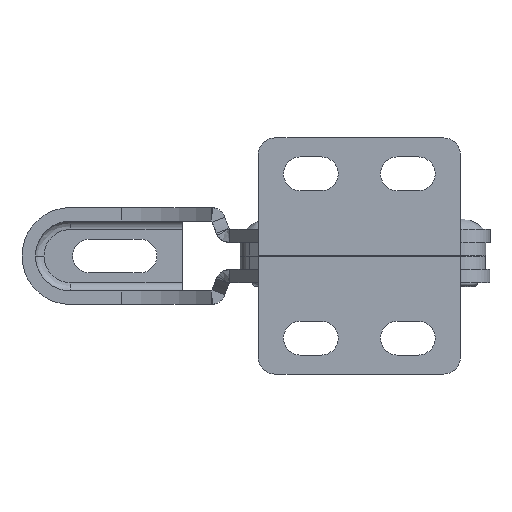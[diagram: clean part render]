
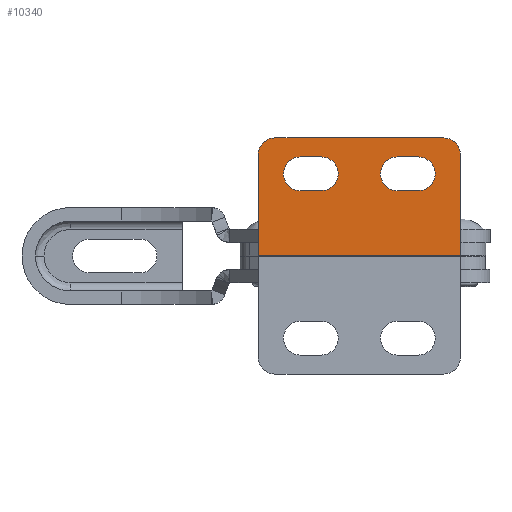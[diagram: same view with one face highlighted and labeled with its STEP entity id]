
A CAD part, front view. The second image highlights one B-rep face of the part: STEP entity #10340.
In plain terms, the highlighted planar face has unit normal (0, -1, 0).
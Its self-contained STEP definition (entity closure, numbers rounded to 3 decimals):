
#29 = VECTOR ( 'NONE', #7097, 1000. ) ;
#36 = AXIS2_PLACEMENT_3D ( 'NONE', #7117, #7118, #7119 ) ;
#47 = VECTOR ( 'NONE', #7132, 1000. ) ;
#51 = VECTOR ( 'NONE', #7137, 1000. ) ;
#77 = AXIS2_PLACEMENT_3D ( 'NONE', #7190, #7194, #7195 ) ;
#78 = VECTOR ( 'NONE', #7193, 1000. ) ;
#81 = VECTOR ( 'NONE', #7199, 1000. ) ;
#86 = VECTOR ( 'NONE', #7207, 1000. ) ;
#101 = AXIS2_PLACEMENT_3D ( 'NONE', #7234, #7235, #7236 ) ;
#102 = AXIS2_PLACEMENT_3D ( 'NONE', #7231, #7232, #7233 ) ;
#125 = VECTOR ( 'NONE', #7261, 1000. ) ;
#218 = ORIENTED_EDGE ( 'NONE', *, *, #1135, .F. ) ;
#219 = ORIENTED_EDGE ( 'NONE', *, *, #1076, .F. ) ;
#220 = ORIENTED_EDGE ( 'NONE', *, *, #1134, .F. ) ;
#221 = ORIENTED_EDGE ( 'NONE', *, *, #1104, .F. ) ;
#222 = ORIENTED_EDGE ( 'NONE', *, *, #1073, .F. ) ;
#223 = ORIENTED_EDGE ( 'NONE', *, *, #1117, .T. ) ;
#227 = ORIENTED_EDGE ( 'NONE', *, *, #1111, .F. ) ;
#228 = ORIENTED_EDGE ( 'NONE', *, *, #1115, .F. ) ;
#229 = ORIENTED_EDGE ( 'NONE', *, *, #1136, .T. ) ;
#230 = ORIENTED_EDGE ( 'NONE', *, *, #1139, .T. ) ;
#231 = ORIENTED_EDGE ( 'NONE', *, *, #1148, .F. ) ;
#232 = ORIENTED_EDGE ( 'NONE', *, *, #1147, .F. ) ;
#233 = ORIENTED_EDGE ( 'NONE', *, *, #1156, .F. ) ;
#235 = ORIENTED_EDGE ( 'NONE', *, *, #1079, .F. ) ;
#870 = VECTOR ( 'NONE', #6938, 1000. ) ;
#893 = AXIS2_PLACEMENT_3D ( 'NONE', #6944, #6945, #6946 ) ;
#908 = AXIS2_PLACEMENT_3D ( 'NONE', #6954, #6955, #6956 ) ;
#1073 = EDGE_CURVE ( 'NONE', #8325, #8343, #6936, .T. ) ;
#1076 = EDGE_CURVE ( 'NONE', #8326, #8325, #2922, .T. ) ;
#1079 = EDGE_CURVE ( 'NONE', #8190, #8185, #2924, .T. ) ;
#1104 = EDGE_CURVE ( 'NONE', #8184, #8399, #7095, .T. ) ;
#1111 = EDGE_CURVE ( 'NONE', #8183, #8184, #2923, .T. ) ;
#1115 = EDGE_CURVE ( 'NONE', #8310, #8190, #7130, .T. ) ;
#1117 = EDGE_CURVE ( 'NONE', #8335, #8185, #7135, .T. ) ;
#1134 = EDGE_CURVE ( 'NONE', #8196, #8183, #7191, .T. ) ;
#1135 = EDGE_CURVE ( 'NONE', #8343, #8501, #2931, .T. ) ;
#1136 = EDGE_CURVE ( 'NONE', #8396, #8335, #7197, .T. ) ;
#1139 = EDGE_CURVE ( 'NONE', #8495, #8396, #7205, .T. ) ;
#1147 = EDGE_CURVE ( 'NONE', #8399, #8196, #2935, .T. ) ;
#1148 = EDGE_CURVE ( 'NONE', #8495, #8310, #2934, .T. ) ;
#1156 = EDGE_CURVE ( 'NONE', #8501, #8326, #7259, .T. ) ;
#2922 = CIRCLE ( 'NONE', #893, 2. ) ;
#2923 = CIRCLE ( 'NONE', #36, 2. ) ;
#2924 = CIRCLE ( 'NONE', #908, 2. ) ;
#2931 = CIRCLE ( 'NONE', #77, 2. ) ;
#2934 = CIRCLE ( 'NONE', #101, 2. ) ;
#2935 = CIRCLE ( 'NONE', #102, 2. ) ;
#4875 = FACE_BOUND ( 'NONE', #5351, .T. ) ;
#4879 = AXIS2_PLACEMENT_3D ( 'NONE', #7789, #7790, #7791 ) ;
#4885 = FACE_BOUND ( 'NONE', #5350, .T. ) ;
#4886 = FACE_OUTER_BOUND ( 'NONE', #5349, .T. ) ;
#5349 = EDGE_LOOP ( 'NONE', ( #230, #229, #223, #235, #228, #231 ) ) ;
#5350 = EDGE_LOOP ( 'NONE', ( #227, #220, #232, #221 ) ) ;
#5351 = EDGE_LOOP ( 'NONE', ( #218, #222, #219, #233 ) ) ;
#5708 = CARTESIAN_POINT ( 'NONE',  ( 135.813, 85.586, 14. ) ) ;
#5723 = CARTESIAN_POINT ( 'NONE',  ( 150.313, 85.586, 7.75 ) ) ;
#5724 = CARTESIAN_POINT ( 'NONE',  ( 150.313, 85.586, 11.75 ) ) ;
#5733 = CARTESIAN_POINT ( 'NONE',  ( 157.813, 85.586, 0. ) ) ;
#5741 = CARTESIAN_POINT ( 'NONE',  ( 152.813, 85.586, 7.75 ) ) ;
#5794 = CARTESIAN_POINT ( 'NONE',  ( 133.813, 85.586, 0. ) ) ;
#5797 = CARTESIAN_POINT ( 'NONE',  ( 141.313, 85.586, 7.75 ) ) ;
#5893 = CARTESIAN_POINT ( 'NONE',  ( 133.813, 85.586, 12. ) ) ;
#5899 = CARTESIAN_POINT ( 'NONE',  ( 152.813, 85.586, 11.75 ) ) ;
#6936 = LINE ( 'NONE', #6937, #870 ) ;
#6937 = CARTESIAN_POINT ( 'NONE',  ( 145.813, 85.586, 7.75 ) ) ;
#6938 = DIRECTION ( 'NONE',  ( 1., 0., 0. ) ) ;
#6944 = CARTESIAN_POINT ( 'NONE',  ( 150.313, 85.586, 9.75 ) ) ;
#6945 = DIRECTION ( 'NONE',  ( 0., -1., 0. ) ) ;
#6946 = DIRECTION ( 'NONE',  ( 0., 0., -1. ) ) ;
#6954 = CARTESIAN_POINT ( 'NONE',  ( 155.813, 85.586, 12. ) ) ;
#6955 = DIRECTION ( 'NONE',  ( 0., 1., 0. ) ) ;
#6956 = DIRECTION ( 'NONE',  ( 0., 0., -1. ) ) ;
#7095 = LINE ( 'NONE', #7096, #29 ) ;
#7096 = CARTESIAN_POINT ( 'NONE',  ( 145.813, 85.586, 7.75 ) ) ;
#7097 = DIRECTION ( 'NONE',  ( 1., 0., 0. ) ) ;
#7117 = CARTESIAN_POINT ( 'NONE',  ( 138.813, 85.586, 9.75 ) ) ;
#7118 = DIRECTION ( 'NONE',  ( 0., -1., 0. ) ) ;
#7119 = DIRECTION ( 'NONE',  ( 0., 0., -1. ) ) ;
#7130 = LINE ( 'NONE', #7131, #47 ) ;
#7131 = CARTESIAN_POINT ( 'NONE',  ( 145.813, 85.586, 14. ) ) ;
#7132 = DIRECTION ( 'NONE',  ( 1., 0., 0. ) ) ;
#7135 = LINE ( 'NONE', #7136, #51 ) ;
#7136 = CARTESIAN_POINT ( 'NONE',  ( 157.813, 85.586, 6. ) ) ;
#7137 = DIRECTION ( 'NONE',  ( 0., 0., 1. ) ) ;
#7190 = CARTESIAN_POINT ( 'NONE',  ( 152.813, 85.586, 9.75 ) ) ;
#7191 = LINE ( 'NONE', #7192, #78 ) ;
#7192 = CARTESIAN_POINT ( 'NONE',  ( 145.813, 85.586, 11.75 ) ) ;
#7193 = DIRECTION ( 'NONE',  ( -1., 0., 0. ) ) ;
#7194 = DIRECTION ( 'NONE',  ( 0., -1., 0. ) ) ;
#7195 = DIRECTION ( 'NONE',  ( 0., 0., -1. ) ) ;
#7197 = LINE ( 'NONE', #7198, #81 ) ;
#7198 = CARTESIAN_POINT ( 'NONE',  ( 147.394, 85.586, 0. ) ) ;
#7199 = DIRECTION ( 'NONE',  ( 1., 0., 0. ) ) ;
#7205 = LINE ( 'NONE', #7206, #86 ) ;
#7206 = CARTESIAN_POINT ( 'NONE',  ( 133.813, 85.586, 6. ) ) ;
#7207 = DIRECTION ( 'NONE',  ( 0., 0., -1. ) ) ;
#7231 = CARTESIAN_POINT ( 'NONE',  ( 141.313, 85.586, 9.75 ) ) ;
#7232 = DIRECTION ( 'NONE',  ( 0., -1., 0. ) ) ;
#7233 = DIRECTION ( 'NONE',  ( 0., 0., -1. ) ) ;
#7234 = CARTESIAN_POINT ( 'NONE',  ( 135.813, 85.586, 12. ) ) ;
#7235 = DIRECTION ( 'NONE',  ( 0., 1., 0. ) ) ;
#7236 = DIRECTION ( 'NONE',  ( 0., 0., -1. ) ) ;
#7259 = LINE ( 'NONE', #7260, #125 ) ;
#7260 = CARTESIAN_POINT ( 'NONE',  ( 145.813, 85.586, 11.75 ) ) ;
#7261 = DIRECTION ( 'NONE',  ( -1., 0., 0. ) ) ;
#7785 = PLANE ( 'NONE',  #4879 ) ;
#7789 = CARTESIAN_POINT ( 'NONE',  ( 133.813, 85.586, 0. ) ) ;
#7790 = DIRECTION ( 'NONE',  ( 0., 1., 0. ) ) ;
#7791 = DIRECTION ( 'NONE',  ( 0., 0., 1. ) ) ;
#8183 = VERTEX_POINT ( 'NONE', #9058 ) ;
#8184 = VERTEX_POINT ( 'NONE', #9059 ) ;
#8185 = VERTEX_POINT ( 'NONE', #9060 ) ;
#8190 = VERTEX_POINT ( 'NONE', #9065 ) ;
#8196 = VERTEX_POINT ( 'NONE', #9071 ) ;
#8310 = VERTEX_POINT ( 'NONE', #5708 ) ;
#8325 = VERTEX_POINT ( 'NONE', #5723 ) ;
#8326 = VERTEX_POINT ( 'NONE', #5724 ) ;
#8335 = VERTEX_POINT ( 'NONE', #5733 ) ;
#8343 = VERTEX_POINT ( 'NONE', #5741 ) ;
#8396 = VERTEX_POINT ( 'NONE', #5794 ) ;
#8399 = VERTEX_POINT ( 'NONE', #5797 ) ;
#8495 = VERTEX_POINT ( 'NONE', #5893 ) ;
#8501 = VERTEX_POINT ( 'NONE', #5899 ) ;
#9058 = CARTESIAN_POINT ( 'NONE',  ( 138.813, 85.586, 11.75 ) ) ;
#9059 = CARTESIAN_POINT ( 'NONE',  ( 138.813, 85.586, 7.75 ) ) ;
#9060 = CARTESIAN_POINT ( 'NONE',  ( 157.813, 85.586, 12. ) ) ;
#9065 = CARTESIAN_POINT ( 'NONE',  ( 155.813, 85.586, 14. ) ) ;
#9071 = CARTESIAN_POINT ( 'NONE',  ( 141.313, 85.586, 11.75 ) ) ;
#10340 = ADVANCED_FACE ( 'NONE', ( #4875, #4885, #4886 ), #7785, .F. ) ;
